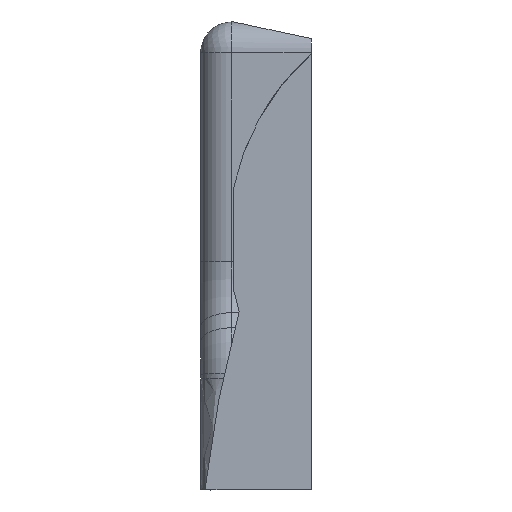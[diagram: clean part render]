
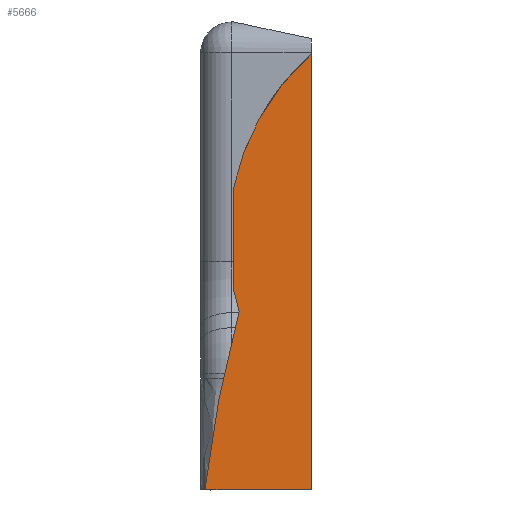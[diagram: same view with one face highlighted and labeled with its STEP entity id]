
A CAD part, left-side view. The second image highlights one B-rep face of the part: STEP entity #5666.
In plain terms, the highlighted planar face has unit normal (-1, 0, 0).
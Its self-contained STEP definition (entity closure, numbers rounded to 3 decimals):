
#91=B_SPLINE_CURVE_WITH_KNOTS('',3,(#8614,#8615,#8616,#8617),
 .UNSPECIFIED.,.F.,.F.,(4,4),(-8.451,-0.162),
 .UNSPECIFIED.);
#94=B_SPLINE_CURVE_WITH_KNOTS('',3,(#8741,#8742,#8743,#8744),
 .UNSPECIFIED.,.F.,.F.,(4,4),(-0.989,0.),.UNSPECIFIED.);
#130=B_SPLINE_CURVE_WITH_KNOTS('',3,(#9194,#9195,#9196,#9197,#9198,#9199,
#9200),.UNSPECIFIED.,.F.,.F.,(4,3,4),(-7.172,-4.275,
-0.017),.UNSPECIFIED.);
#252=PLANE('',#6039);
#620=LINE('',#9272,#1186);
#621=LINE('',#9273,#1187);
#622=LINE('',#9274,#1188);
#1186=VECTOR('',#6815,10.);
#1187=VECTOR('',#6816,10.);
#1188=VECTOR('',#6817,10.);
#1677=FACE_OUTER_BOUND('',#2003,.T.);
#2003=EDGE_LOOP('',(#4317,#4318,#4319,#4320,#4321,#4322));
#2615=VERTEX_POINT('',#8564);
#2621=VERTEX_POINT('',#8609);
#2624=VERTEX_POINT('',#8740);
#2683=VERTEX_POINT('',#9172);
#2685=VERTEX_POINT('',#9193);
#2693=VERTEX_POINT('',#9271);
#3239=EDGE_CURVE('',#2615,#2621,#91,.T.);
#3242=EDGE_CURVE('',#2624,#2615,#94,.T.);
#3325=EDGE_CURVE('',#2685,#2683,#130,.T.);
#3334=EDGE_CURVE('',#2685,#2693,#620,.T.);
#3335=EDGE_CURVE('',#2683,#2624,#621,.T.);
#3336=EDGE_CURVE('',#2621,#2693,#622,.T.);
#4317=ORIENTED_EDGE('',*,*,#3334,.F.);
#4318=ORIENTED_EDGE('',*,*,#3325,.T.);
#4319=ORIENTED_EDGE('',*,*,#3335,.T.);
#4320=ORIENTED_EDGE('',*,*,#3242,.T.);
#4321=ORIENTED_EDGE('',*,*,#3239,.T.);
#4322=ORIENTED_EDGE('',*,*,#3336,.T.);
#5666=ADVANCED_FACE('',(#1677),#252,.T.);
#6039=AXIS2_PLACEMENT_3D('',#9270,#6813,#6814);
#6813=DIRECTION('center_axis',(-1.,0.,0.));
#6814=DIRECTION('ref_axis',(0.,0.,1.));
#6815=DIRECTION('',(0.,0.,-1.));
#6816=DIRECTION('',(0.,0.,-1.));
#6817=DIRECTION('',(0.,-1.,0.));
#8564=CARTESIAN_POINT('',(-140.,107.52,-32.944));
#8609=CARTESIAN_POINT('',(-140.,123.084,-114.285));
#8614=CARTESIAN_POINT('Ctrl Pts',(-140.,107.52,-32.944));
#8615=CARTESIAN_POINT('Ctrl Pts',(-140.,114.652,-59.635));
#8616=CARTESIAN_POINT('Ctrl Pts',(-140.,119.858,-86.843));
#8617=CARTESIAN_POINT('Ctrl Pts',(-140.,123.084,-114.285));
#8740=CARTESIAN_POINT('',(-140.,110.,-23.378));
#8741=CARTESIAN_POINT('Ctrl Pts',(-140.,110.,-23.378));
#8742=CARTESIAN_POINT('Ctrl Pts',(-140.,109.314,-26.601));
#8743=CARTESIAN_POINT('Ctrl Pts',(-140.,108.486,-29.794));
#8744=CARTESIAN_POINT('Ctrl Pts',(-140.,107.52,-32.944));
#9172=CARTESIAN_POINT('',(-140.,110.,23.444));
#9193=CARTESIAN_POINT('',(-140.,74.745,84.061));
#9194=CARTESIAN_POINT('Ctrl Pts',(-140.,74.745,84.061));
#9195=CARTESIAN_POINT('Ctrl Pts',(-140.,81.938,77.662));
#9196=CARTESIAN_POINT('Ctrl Pts',(-140.,88.308,70.337));
#9197=CARTESIAN_POINT('Ctrl Pts',(-140.,93.638,62.321));
#9198=CARTESIAN_POINT('Ctrl Pts',(-140.,101.469,50.544));
#9199=CARTESIAN_POINT('Ctrl Pts',(-140.,107.056,37.277));
#9200=CARTESIAN_POINT('Ctrl Pts',(-140.,110.,23.444));
#9270=CARTESIAN_POINT('Origin',(-140.,38.472,-154.995));
#9271=CARTESIAN_POINT('',(-140.,74.745,-114.285));
#9272=CARTESIAN_POINT('',(-140.,74.745,-137.138));
#9273=CARTESIAN_POINT('',(-140.,110.,-92.497));
#9274=CARTESIAN_POINT('',(-140.,81.736,-114.285));
